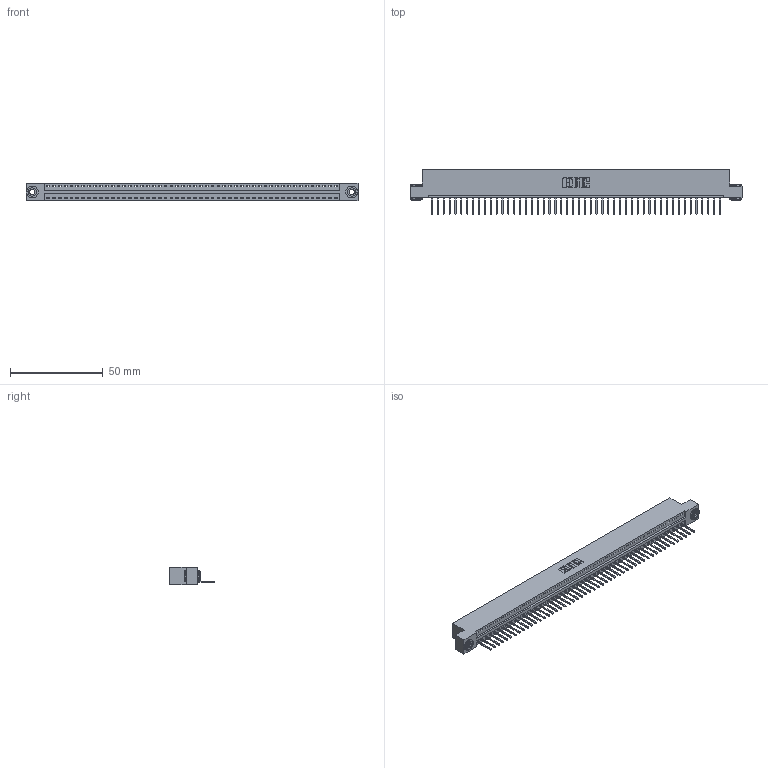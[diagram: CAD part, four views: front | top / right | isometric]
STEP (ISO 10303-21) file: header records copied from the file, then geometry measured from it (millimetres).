
FILE_DESCRIPTION (( 'STEP AP203' ), '1' );
FILE_NAME ('396-050-526-103.STEP', '2019-10-28T06:22:59', ( '' ), ( '' ), 'SwSTEP 2.0', 'SolidWorks 2016', '' );
FILE_SCHEMA (( 'CONFIG_CONTROL_DESIGN' ));
Length unit declared in the file: inch
Products named in the file (4): 396-050-526-103; 345-250-002_345-250-002-102; 345-292-001_345-293-126; 346 Part_Flush Mounting Lugs - 0.156 Dia-TH
Assembly tree (53 placements, depth 2):
  396-050-526-103
    346 Part_Flush Mounting Lugs - 0.156 Dia-TH
    345-292-001_345-293-126  x50
    345-250-002_345-250-002-102  x2
Bounding box: 179.32 x 24.13 x 9.4 mm (x, y, z)
Volume: 17200 mm3; surface area: 21754.5 mm2
Topology: 53 solids, 53 shells, 3060 faces, 9205 edges, 6066 vertices
Faces by surface type: plane 2086, cylinder 966, cone 8
Entity records: 30622 total; most frequent: CARTESIAN_POINT 5225, ORIENTED_EDGE 5202, DIRECTION 4631, EDGE_CURVE 2601, LINE 2245, VECTOR 2245, VERTEX_POINT 1730, AXIS2_PLACEMENT_3D 1193
